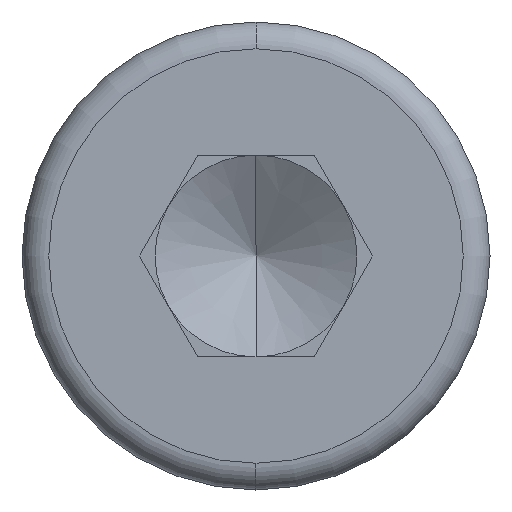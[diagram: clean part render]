
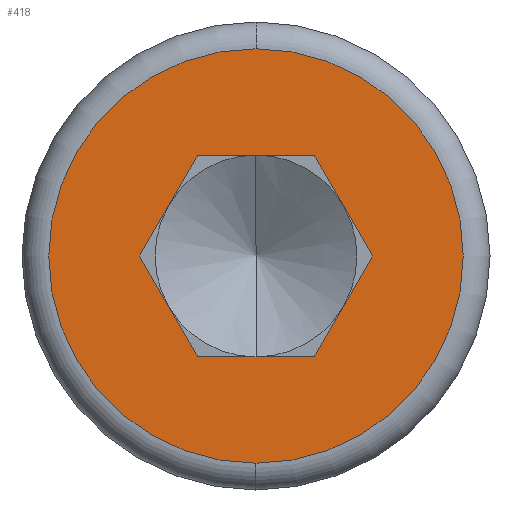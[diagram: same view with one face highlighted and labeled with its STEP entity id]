
A CAD part, left-side view. The second image highlights one B-rep face of the part: STEP entity #418.
In plain terms, the highlighted planar face has unit normal (-1, 0, 0).
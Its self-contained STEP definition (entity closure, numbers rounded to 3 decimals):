
#14 = CARTESIAN_POINT ( 'NONE',  ( 0., 0., -3.1 ) ) ;
#26 = PLANE ( 'NONE',  #787 ) ;
#32 = CARTESIAN_POINT ( 'NONE',  ( 0., 1.744, 0. ) ) ;
#33 = VECTOR ( 'NONE', #757, 1000. ) ;
#61 = VERTEX_POINT ( 'NONE', #708 ) ;
#65 = ORIENTED_EDGE ( 'NONE', *, *, #472, .F. ) ;
#82 = CARTESIAN_POINT ( 'NONE',  ( 0., 0.872, 1.51 ) ) ;
#85 = VERTEX_POINT ( 'NONE', #14 ) ;
#89 = VECTOR ( 'NONE', #227, 1000. ) ;
#94 = DIRECTION ( 'NONE',  ( 0., 0., 1. ) ) ;
#104 = DIRECTION ( 'NONE',  ( 0., 0., 1. ) ) ;
#111 = EDGE_CURVE ( 'NONE', #61, #315, #206, .T. ) ;
#120 = VERTEX_POINT ( 'NONE', #447 ) ;
#151 = CARTESIAN_POINT ( 'NONE',  ( 0., -0.872, -1.51 ) ) ;
#152 = DIRECTION ( 'NONE',  ( -1., 0., 0. ) ) ;
#193 = LINE ( 'NONE', #498, #532 ) ;
#206 = LINE ( 'NONE', #514, #507 ) ;
#214 = ORIENTED_EDGE ( 'NONE', *, *, #336, .T. ) ;
#216 = LINE ( 'NONE', #575, #33 ) ;
#224 = DIRECTION ( 'NONE',  ( -1., 0., 0. ) ) ;
#227 = DIRECTION ( 'NONE',  ( 0., 1., 0. ) ) ;
#229 = LINE ( 'NONE', #32, #274 ) ;
#236 = ORIENTED_EDGE ( 'NONE', *, *, #408, .T. ) ;
#249 = AXIS2_PLACEMENT_3D ( 'NONE', #633, #470, #104 ) ;
#259 = ORIENTED_EDGE ( 'NONE', *, *, #686, .F. ) ;
#268 = EDGE_LOOP ( 'NONE', ( #359, #790, #214, #595, #65, #259 ) ) ;
#274 = VECTOR ( 'NONE', #352, 1000. ) ;
#278 = CARTESIAN_POINT ( 'NONE',  ( 0., 0., 0. ) ) ;
#308 = CARTESIAN_POINT ( 'NONE',  ( 0., -0.872, 1.51 ) ) ;
#315 = VERTEX_POINT ( 'NONE', #151 ) ;
#316 = DIRECTION ( 'NONE',  ( 0., -1., 0. ) ) ;
#324 = DIRECTION ( 'NONE',  ( 0., 0.5, -0.866 ) ) ;
#336 = EDGE_CURVE ( 'NONE', #608, #61, #394, .T. ) ;
#341 = LINE ( 'NONE', #461, #89 ) ;
#342 = EDGE_CURVE ( 'NONE', #120, #85, #430, .T. ) ;
#344 = EDGE_LOOP ( 'NONE', ( #642, #236 ) ) ;
#352 = DIRECTION ( 'NONE',  ( 0., -0.5, 0.866 ) ) ;
#359 = ORIENTED_EDGE ( 'NONE', *, *, #414, .T. ) ;
#394 = LINE ( 'NONE', #572, #648 ) ;
#408 = EDGE_CURVE ( 'NONE', #85, #120, #614, .T. ) ;
#412 = DIRECTION ( 'NONE',  ( 0., -0.5, -0.866 ) ) ;
#414 = EDGE_CURVE ( 'NONE', #729, #473, #229, .T. ) ;
#418 = ADVANCED_FACE ( 'NONE', ( #764, #702 ), #26, .T. ) ;
#430 = CIRCLE ( 'NONE', #580, 3.1 ) ;
#447 = CARTESIAN_POINT ( 'NONE',  ( 0., 0., 3.1 ) ) ;
#461 = CARTESIAN_POINT ( 'NONE',  ( 0., -0.872, 1.51 ) ) ;
#463 = DIRECTION ( 'NONE',  ( 0., 0., 1. ) ) ;
#470 = DIRECTION ( 'NONE',  ( -1., 0., 0. ) ) ;
#472 = EDGE_CURVE ( 'NONE', #566, #315, #193, .T. ) ;
#473 = VERTEX_POINT ( 'NONE', #82 ) ;
#498 = CARTESIAN_POINT ( 'NONE',  ( 0., 0.872, -1.51 ) ) ;
#507 = VECTOR ( 'NONE', #324, 1000. ) ;
#514 = CARTESIAN_POINT ( 'NONE',  ( 0., -1.744, 0. ) ) ;
#532 = VECTOR ( 'NONE', #316, 1000. ) ;
#566 = VERTEX_POINT ( 'NONE', #663 ) ;
#572 = CARTESIAN_POINT ( 'NONE',  ( 0., -0.872, 1.51 ) ) ;
#575 = CARTESIAN_POINT ( 'NONE',  ( 0., 1.744, 0. ) ) ;
#580 = AXIS2_PLACEMENT_3D ( 'NONE', #641, #152, #94 ) ;
#595 = ORIENTED_EDGE ( 'NONE', *, *, #111, .T. ) ;
#608 = VERTEX_POINT ( 'NONE', #308 ) ;
#614 = CIRCLE ( 'NONE', #249, 3.1 ) ;
#617 = EDGE_CURVE ( 'NONE', #608, #473, #341, .T. ) ;
#633 = CARTESIAN_POINT ( 'NONE',  ( 0., 0., 0. ) ) ;
#641 = CARTESIAN_POINT ( 'NONE',  ( 0., 0., 0. ) ) ;
#642 = ORIENTED_EDGE ( 'NONE', *, *, #342, .T. ) ;
#648 = VECTOR ( 'NONE', #412, 1000. ) ;
#663 = CARTESIAN_POINT ( 'NONE',  ( 0., 0.872, -1.51 ) ) ;
#686 = EDGE_CURVE ( 'NONE', #729, #566, #216, .T. ) ;
#702 = FACE_OUTER_BOUND ( 'NONE', #344, .T. ) ;
#708 = CARTESIAN_POINT ( 'NONE',  ( 0., -1.744, 0. ) ) ;
#729 = VERTEX_POINT ( 'NONE', #760 ) ;
#757 = DIRECTION ( 'NONE',  ( 0., -0.5, -0.866 ) ) ;
#760 = CARTESIAN_POINT ( 'NONE',  ( 0., 1.744, 0. ) ) ;
#764 = FACE_BOUND ( 'NONE', #268, .T. ) ;
#787 = AXIS2_PLACEMENT_3D ( 'NONE', #278, #224, #463 ) ;
#790 = ORIENTED_EDGE ( 'NONE', *, *, #617, .F. ) ;
